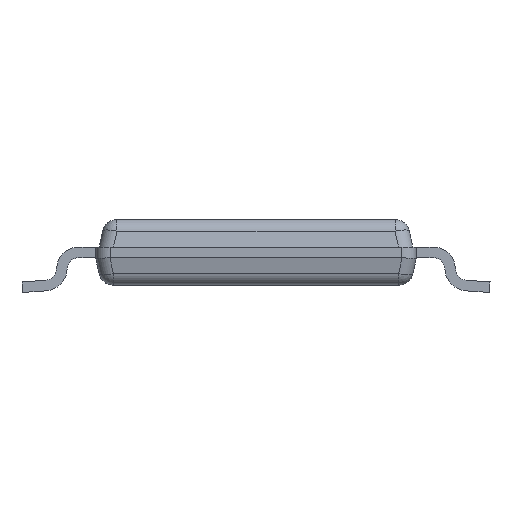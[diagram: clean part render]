
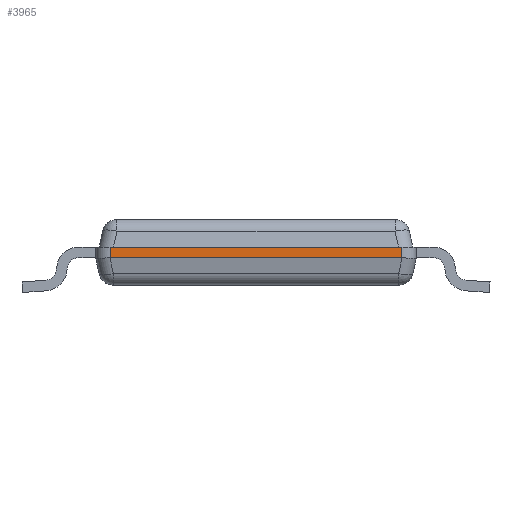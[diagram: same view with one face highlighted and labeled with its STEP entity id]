
A CAD part, front view. The second image highlights one B-rep face of the part: STEP entity #3965.
In plain terms, the highlighted face is planar.
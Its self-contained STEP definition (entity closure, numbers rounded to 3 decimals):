
#2583 = PLANE('',#2584);
#2584 = AXIS2_PLACEMENT_3D('',#2585,#2586,#2587);
#2585 = CARTESIAN_POINT('',(0.,0.,0.));
#2586 = DIRECTION('',(0.,-1.,0.));
#2587 = DIRECTION('',(1.,0.,0.));
#2801 = VERTEX_POINT('',#2802);
#2802 = CARTESIAN_POINT('',(-4.85,0.,2.));
#2821 = CYLINDRICAL_SURFACE('',#2822,0.2);
#2822 = AXIS2_PLACEMENT_3D('',#2823,#2824,#2825);
#2823 = CARTESIAN_POINT('',(-4.65,0.,2.));
#2824 = DIRECTION('',(0.,1.,0.));
#2825 = DIRECTION('',(-1.,0.,0.));
#2855 = EDGE_CURVE('',#2801,#2856,#2858,.T.);
#2856 = VERTEX_POINT('',#2857);
#2857 = CARTESIAN_POINT('',(-4.85,0.,-2.));
#2858 = SURFACE_CURVE('',#2859,(#2863,#2870),.PCURVE_S1.);
#2859 = LINE('',#2860,#2861);
#2860 = CARTESIAN_POINT('',(-4.85,0.,2.));
#2861 = VECTOR('',#2862,1.);
#2862 = DIRECTION('',(0.,0.,-1.));
#2863 = PCURVE('',#2583,#2864);
#2864 = DEFINITIONAL_REPRESENTATION('',(#2865),#2869);
#2865 = LINE('',#2866,#2867);
#2866 = CARTESIAN_POINT('',(-4.85,2.));
#2867 = VECTOR('',#2868,1.);
#2868 = DIRECTION('',(0.,-1.));
#2869 = ( GEOMETRIC_REPRESENTATION_CONTEXT(2) 
PARAMETRIC_REPRESENTATION_CONTEXT() REPRESENTATION_CONTEXT('2D SPACE',''
  ) );
#2870 = PCURVE('',#2871,#2876);
#2871 = PLANE('',#2872);
#2872 = AXIS2_PLACEMENT_3D('',#2873,#2874,#2875);
#2873 = CARTESIAN_POINT('',(-4.85,0.,2.2));
#2874 = DIRECTION('',(-1.,0.,0.));
#2875 = DIRECTION('',(0.,0.,-1.));
#2876 = DEFINITIONAL_REPRESENTATION('',(#2877),#2881);
#2877 = LINE('',#2878,#2879);
#2878 = CARTESIAN_POINT('',(0.2,0.));
#2879 = VECTOR('',#2880,1.);
#2880 = DIRECTION('',(1.,0.));
#2881 = ( GEOMETRIC_REPRESENTATION_CONTEXT(2) 
PARAMETRIC_REPRESENTATION_CONTEXT() REPRESENTATION_CONTEXT('2D SPACE',''
  ) );
#2902 = CYLINDRICAL_SURFACE('',#2903,0.2);
#2903 = AXIS2_PLACEMENT_3D('',#2904,#2905,#2906);
#2904 = CARTESIAN_POINT('',(-4.65,0.,-2.));
#2905 = DIRECTION('',(0.,1.,0.));
#2906 = DIRECTION('',(0.,0.,-1.));
#3870 = VERTEX_POINT('',#3871);
#3871 = CARTESIAN_POINT('',(-4.85,-0.145,-2.));
#3908 = PLANE('',#3909);
#3909 = AXIS2_PLACEMENT_3D('',#3910,#3911,#3912);
#3910 = CARTESIAN_POINT('',(-4.85,-0.145,2.2));
#3911 = DIRECTION('',(-0.978,-0.208,0.));
#3912 = DIRECTION('',(-0.,0.,-1.));
#3921 = EDGE_CURVE('',#2856,#3870,#3922,.T.);
#3922 = SURFACE_CURVE('',#3923,(#3927,#3956),.PCURVE_S1.);
#3923 = LINE('',#3924,#3925);
#3924 = CARTESIAN_POINT('',(-4.85,0.,-2.));
#3925 = VECTOR('',#3926,1.);
#3926 = DIRECTION('',(0.,-1.,0.));
#3927 = PCURVE('',#2902,#3928);
#3928 = DEFINITIONAL_REPRESENTATION('',(#3929),#3955);
#3929 = B_SPLINE_CURVE_WITH_KNOTS('',3,(#3930,#3931,#3932,#3933,#3934,
    #3935,#3936,#3937,#3938,#3939,#3940,#3941,#3942,#3943,#3944,#3945,
    #3946,#3947,#3948,#3949,#3950,#3951,#3952,#3953,#3954),
  .UNSPECIFIED.,.F.,.F.,(4,1,1,1,1,1,1,1,1,1,1,1,1,1,1,1,1,1,1,1,1,1,4),
  (0.,0.007,0.013,0.02,
    0.026,0.033,0.04,
    0.046,0.053,0.059,
    0.066,0.073,0.079,0.086,
    0.092,0.099,0.105,0.112,
    0.119,0.125,0.132,0.138,0.145),
  .QUASI_UNIFORM_KNOTS.);
#3930 = CARTESIAN_POINT('',(1.571,0.));
#3931 = CARTESIAN_POINT('',(1.571,-0.002));
#3932 = CARTESIAN_POINT('',(1.571,-0.007));
#3933 = CARTESIAN_POINT('',(1.571,-0.013));
#3934 = CARTESIAN_POINT('',(1.571,-0.02));
#3935 = CARTESIAN_POINT('',(1.571,-0.026));
#3936 = CARTESIAN_POINT('',(1.571,-0.033));
#3937 = CARTESIAN_POINT('',(1.571,-0.04));
#3938 = CARTESIAN_POINT('',(1.571,-0.046));
#3939 = CARTESIAN_POINT('',(1.571,-0.053));
#3940 = CARTESIAN_POINT('',(1.571,-0.059));
#3941 = CARTESIAN_POINT('',(1.571,-0.066));
#3942 = CARTESIAN_POINT('',(1.571,-0.073));
#3943 = CARTESIAN_POINT('',(1.571,-0.079));
#3944 = CARTESIAN_POINT('',(1.571,-0.086));
#3945 = CARTESIAN_POINT('',(1.571,-0.092));
#3946 = CARTESIAN_POINT('',(1.571,-0.099));
#3947 = CARTESIAN_POINT('',(1.571,-0.105));
#3948 = CARTESIAN_POINT('',(1.571,-0.112));
#3949 = CARTESIAN_POINT('',(1.571,-0.119));
#3950 = CARTESIAN_POINT('',(1.571,-0.125));
#3951 = CARTESIAN_POINT('',(1.571,-0.132));
#3952 = CARTESIAN_POINT('',(1.571,-0.138));
#3953 = CARTESIAN_POINT('',(1.571,-0.143));
#3954 = CARTESIAN_POINT('',(1.571,-0.145));
#3955 = ( GEOMETRIC_REPRESENTATION_CONTEXT(2) 
PARAMETRIC_REPRESENTATION_CONTEXT() REPRESENTATION_CONTEXT('2D SPACE',''
  ) );
#3956 = PCURVE('',#2871,#3957);
#3957 = DEFINITIONAL_REPRESENTATION('',(#3958),#3962);
#3958 = LINE('',#3959,#3960);
#3959 = CARTESIAN_POINT('',(4.2,0.));
#3960 = VECTOR('',#3961,1.);
#3961 = DIRECTION('',(0.,1.));
#3962 = ( GEOMETRIC_REPRESENTATION_CONTEXT(2) 
PARAMETRIC_REPRESENTATION_CONTEXT() REPRESENTATION_CONTEXT('2D SPACE',''
  ) );
#3965 = ADVANCED_FACE('',(#3966),#2871,.T.);
#3966 = FACE_BOUND('',#3967,.F.);
#3967 = EDGE_LOOP('',(#3968,#3991,#3992,#3993));
#3968 = ORIENTED_EDGE('',*,*,#3969,.T.);
#3969 = EDGE_CURVE('',#3970,#3870,#3972,.T.);
#3970 = VERTEX_POINT('',#3971);
#3971 = CARTESIAN_POINT('',(-4.85,-0.145,2.));
#3972 = SURFACE_CURVE('',#3973,(#3977,#3984),.PCURVE_S1.);
#3973 = LINE('',#3974,#3975);
#3974 = CARTESIAN_POINT('',(-4.85,-0.145,2.));
#3975 = VECTOR('',#3976,1.);
#3976 = DIRECTION('',(0.,0.,-1.));
#3977 = PCURVE('',#2871,#3978);
#3978 = DEFINITIONAL_REPRESENTATION('',(#3979),#3983);
#3979 = LINE('',#3980,#3981);
#3980 = CARTESIAN_POINT('',(0.2,0.145));
#3981 = VECTOR('',#3982,1.);
#3982 = DIRECTION('',(1.,0.));
#3983 = ( GEOMETRIC_REPRESENTATION_CONTEXT(2) 
PARAMETRIC_REPRESENTATION_CONTEXT() REPRESENTATION_CONTEXT('2D SPACE',''
  ) );
#3984 = PCURVE('',#3908,#3985);
#3985 = DEFINITIONAL_REPRESENTATION('',(#3986),#3990);
#3986 = LINE('',#3987,#3988);
#3987 = CARTESIAN_POINT('',(0.2,0.));
#3988 = VECTOR('',#3989,1.);
#3989 = DIRECTION('',(1.,0.));
#3990 = ( GEOMETRIC_REPRESENTATION_CONTEXT(2) 
PARAMETRIC_REPRESENTATION_CONTEXT() REPRESENTATION_CONTEXT('2D SPACE',''
  ) );
#3991 = ORIENTED_EDGE('',*,*,#3921,.F.);
#3992 = ORIENTED_EDGE('',*,*,#2855,.F.);
#3993 = ORIENTED_EDGE('',*,*,#3994,.T.);
#3994 = EDGE_CURVE('',#2801,#3970,#3995,.T.);
#3995 = SURFACE_CURVE('',#3996,(#4000,#4007),.PCURVE_S1.);
#3996 = LINE('',#3997,#3998);
#3997 = CARTESIAN_POINT('',(-4.85,0.,2.));
#3998 = VECTOR('',#3999,1.);
#3999 = DIRECTION('',(0.,-1.,0.));
#4000 = PCURVE('',#2871,#4001);
#4001 = DEFINITIONAL_REPRESENTATION('',(#4002),#4006);
#4002 = LINE('',#4003,#4004);
#4003 = CARTESIAN_POINT('',(0.2,0.));
#4004 = VECTOR('',#4005,1.);
#4005 = DIRECTION('',(0.,1.));
#4006 = ( GEOMETRIC_REPRESENTATION_CONTEXT(2) 
PARAMETRIC_REPRESENTATION_CONTEXT() REPRESENTATION_CONTEXT('2D SPACE',''
  ) );
#4007 = PCURVE('',#2821,#4008);
#4008 = DEFINITIONAL_REPRESENTATION('',(#4009),#4035);
#4009 = B_SPLINE_CURVE_WITH_KNOTS('',3,(#4010,#4011,#4012,#4013,#4014,
    #4015,#4016,#4017,#4018,#4019,#4020,#4021,#4022,#4023,#4024,#4025,
    #4026,#4027,#4028,#4029,#4030,#4031,#4032,#4033,#4034),
  .UNSPECIFIED.,.F.,.F.,(4,1,1,1,1,1,1,1,1,1,1,1,1,1,1,1,1,1,1,1,1,1,4),
  (0.,0.007,0.013,0.02,
    0.026,0.033,0.04,
    0.046,0.053,0.059,
    0.066,0.073,0.079,0.086,
    0.092,0.099,0.105,0.112,
    0.119,0.125,0.132,0.138,0.145),
  .QUASI_UNIFORM_KNOTS.);
#4010 = CARTESIAN_POINT('',(0.,0.));
#4011 = CARTESIAN_POINT('',(0.,-0.002));
#4012 = CARTESIAN_POINT('',(0.,-0.007));
#4013 = CARTESIAN_POINT('',(0.,-0.013));
#4014 = CARTESIAN_POINT('',(0.,-0.02));
#4015 = CARTESIAN_POINT('',(0.,-0.026));
#4016 = CARTESIAN_POINT('',(0.,-0.033));
#4017 = CARTESIAN_POINT('',(0.,-0.04));
#4018 = CARTESIAN_POINT('',(0.,-0.046));
#4019 = CARTESIAN_POINT('',(0.,-0.053));
#4020 = CARTESIAN_POINT('',(0.,-0.059));
#4021 = CARTESIAN_POINT('',(0.,-0.066));
#4022 = CARTESIAN_POINT('',(0.,-0.073));
#4023 = CARTESIAN_POINT('',(0.,-0.079));
#4024 = CARTESIAN_POINT('',(0.,-0.086));
#4025 = CARTESIAN_POINT('',(0.,-0.092));
#4026 = CARTESIAN_POINT('',(0.,-0.099));
#4027 = CARTESIAN_POINT('',(0.,-0.105));
#4028 = CARTESIAN_POINT('',(0.,-0.112));
#4029 = CARTESIAN_POINT('',(0.,-0.119));
#4030 = CARTESIAN_POINT('',(0.,-0.125));
#4031 = CARTESIAN_POINT('',(0.,-0.132));
#4032 = CARTESIAN_POINT('',(0.,-0.138));
#4033 = CARTESIAN_POINT('',(0.,-0.143));
#4034 = CARTESIAN_POINT('',(0.,-0.145));
#4035 = ( GEOMETRIC_REPRESENTATION_CONTEXT(2) 
PARAMETRIC_REPRESENTATION_CONTEXT() REPRESENTATION_CONTEXT('2D SPACE',''
  ) );
